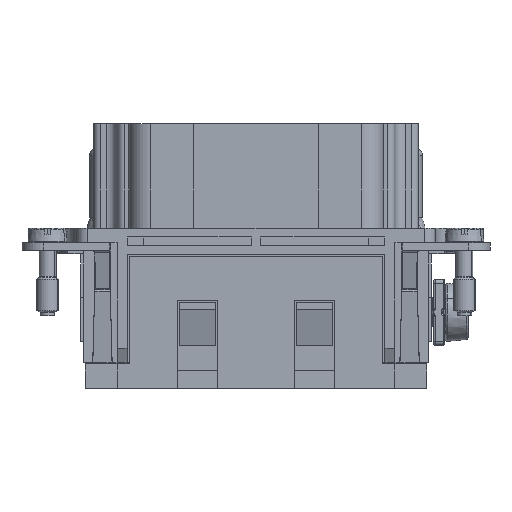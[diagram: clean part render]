
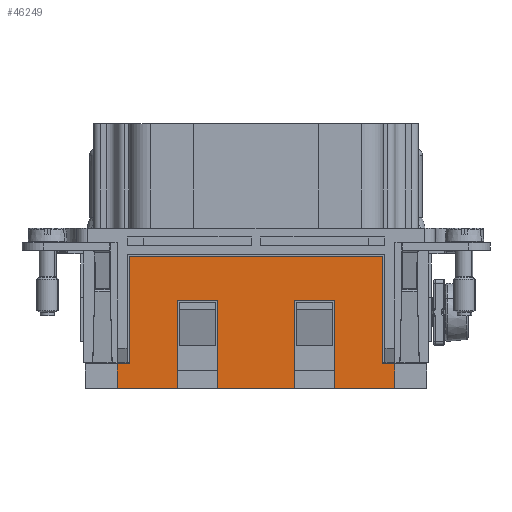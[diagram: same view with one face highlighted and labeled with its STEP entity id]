
A CAD part, left-side view. The second image highlights one B-rep face of the part: STEP entity #46249.
In plain terms, the highlighted planar face has unit normal (-1, 0, 0).
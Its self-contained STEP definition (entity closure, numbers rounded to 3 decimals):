
#46229=AXIS2_PLACEMENT_3D('Plane Axis2P3D',#46226,#46227,#46228) ;
#37360=CARTESIAN_POINT('Vertex',(0.9,26.8,12.)) ;
#37374=CARTESIAN_POINT('Vertex',(0.9,21.2,12.)) ;
#37377=CARTESIAN_POINT('Line Origine',(0.9,24.,12.)) ;
#37395=CARTESIAN_POINT('Vertex',(0.9,42.8,12.)) ;
#37409=CARTESIAN_POINT('Vertex',(0.9,37.2,12.)) ;
#37412=CARTESIAN_POINT('Line Origine',(0.9,40.,12.)) ;
#37429=CARTESIAN_POINT('Line Origine',(0.9,49.3,10.675)) ;
#37433=CARTESIAN_POINT('Vertex',(0.9,49.3,18.)) ;
#37435=CARTESIAN_POINT('Vertex',(0.9,49.3,3.35)) ;
#37475=CARTESIAN_POINT('Vertex',(0.9,14.7,18.)) ;
#37483=CARTESIAN_POINT('Line Origine',(0.9,32.,18.)) ;
#37507=CARTESIAN_POINT('Line Origine',(0.9,14.7,10.675)) ;
#37511=CARTESIAN_POINT('Vertex',(0.9,14.7,3.35)) ;
#41418=CARTESIAN_POINT('Vertex',(0.9,50.95,0.)) ;
#41421=CARTESIAN_POINT('Line Origine',(0.9,50.95,1.675)) ;
#41425=CARTESIAN_POINT('Vertex',(0.9,50.95,3.35)) ;
#41655=CARTESIAN_POINT('Vertex',(0.9,13.05,0.)) ;
#41671=CARTESIAN_POINT('Vertex',(0.9,13.05,3.35)) ;
#41674=CARTESIAN_POINT('Line Origine',(0.9,13.05,1.675)) ;
#45213=CARTESIAN_POINT('Line Origine',(0.9,50.125,3.35)) ;
#45251=CARTESIAN_POINT('Line Origine',(0.9,13.875,3.35)) ;
#45777=CARTESIAN_POINT('Line Origine',(0.9,17.125,0.)) ;
#45781=CARTESIAN_POINT('Vertex',(0.9,21.2,0.)) ;
#45802=CARTESIAN_POINT('Vertex',(0.9,26.8,0.)) ;
#45805=CARTESIAN_POINT('Line Origine',(0.9,32.,0.)) ;
#45809=CARTESIAN_POINT('Vertex',(0.9,37.2,0.)) ;
#45830=CARTESIAN_POINT('Vertex',(0.9,42.8,0.)) ;
#45833=CARTESIAN_POINT('Line Origine',(0.9,46.875,0.)) ;
#46155=CARTESIAN_POINT('Line Origine',(0.9,42.8,6.)) ;
#46174=CARTESIAN_POINT('Line Origine',(0.9,37.2,6.)) ;
#46193=CARTESIAN_POINT('Line Origine',(0.9,26.8,6.)) ;
#46212=CARTESIAN_POINT('Line Origine',(0.9,21.2,6.)) ;
#46226=CARTESIAN_POINT('Axis2P3D Location',(0.9,32.,0.)) ;
#37378=DIRECTION('Vector Direction',(0.,1.,0.)) ;
#37413=DIRECTION('Vector Direction',(0.,1.,0.)) ;
#37430=DIRECTION('Vector Direction',(0.,0.,1.)) ;
#37484=DIRECTION('Vector Direction',(0.,-1.,0.)) ;
#37508=DIRECTION('Vector Direction',(0.,0.,-1.)) ;
#41422=DIRECTION('Vector Direction',(0.,0.,-1.)) ;
#41675=DIRECTION('Vector Direction',(0.,0.,-1.)) ;
#45214=DIRECTION('Vector Direction',(0.,1.,0.)) ;
#45252=DIRECTION('Vector Direction',(0.,1.,0.)) ;
#45778=DIRECTION('Vector Direction',(0.,-1.,0.)) ;
#45806=DIRECTION('Vector Direction',(0.,1.,0.)) ;
#45834=DIRECTION('Vector Direction',(0.,-1.,0.)) ;
#46156=DIRECTION('Vector Direction',(0.,0.,-1.)) ;
#46175=DIRECTION('Vector Direction',(0.,0.,1.)) ;
#46194=DIRECTION('Vector Direction',(0.,0.,-1.)) ;
#46213=DIRECTION('Vector Direction',(0.,0.,1.)) ;
#46227=DIRECTION('Axis2P3D Direction',(-1.,0.,0.)) ;
#46228=DIRECTION('Axis2P3D XDirection',(0.,-1.,0.)) ;
#37379=VECTOR('Line Direction',#37378,1.) ;
#37414=VECTOR('Line Direction',#37413,1.) ;
#37431=VECTOR('Line Direction',#37430,1.) ;
#37485=VECTOR('Line Direction',#37484,1.) ;
#37509=VECTOR('Line Direction',#37508,1.) ;
#41423=VECTOR('Line Direction',#41422,1.) ;
#41676=VECTOR('Line Direction',#41675,1.) ;
#45215=VECTOR('Line Direction',#45214,1.) ;
#45253=VECTOR('Line Direction',#45252,1.) ;
#45779=VECTOR('Line Direction',#45778,1.) ;
#45807=VECTOR('Line Direction',#45806,1.) ;
#45835=VECTOR('Line Direction',#45834,1.) ;
#46157=VECTOR('Line Direction',#46156,1.) ;
#46176=VECTOR('Line Direction',#46175,1.) ;
#46195=VECTOR('Line Direction',#46194,1.) ;
#46214=VECTOR('Line Direction',#46213,1.) ;
#46232=ORIENTED_EDGE('',*,*,#37487,.T.) ;
#46233=ORIENTED_EDGE('',*,*,#37437,.T.) ;
#46234=ORIENTED_EDGE('',*,*,#45217,.F.) ;
#46235=ORIENTED_EDGE('',*,*,#41427,.T.) ;
#46236=ORIENTED_EDGE('',*,*,#45837,.T.) ;
#46237=ORIENTED_EDGE('',*,*,#46159,.T.) ;
#46238=ORIENTED_EDGE('',*,*,#37416,.T.) ;
#46239=ORIENTED_EDGE('',*,*,#46178,.T.) ;
#46240=ORIENTED_EDGE('',*,*,#45811,.T.) ;
#46241=ORIENTED_EDGE('',*,*,#46197,.T.) ;
#46242=ORIENTED_EDGE('',*,*,#37381,.T.) ;
#46243=ORIENTED_EDGE('',*,*,#46216,.T.) ;
#46244=ORIENTED_EDGE('',*,*,#45783,.T.) ;
#46245=ORIENTED_EDGE('',*,*,#41678,.F.) ;
#46246=ORIENTED_EDGE('',*,*,#45255,.F.) ;
#46247=ORIENTED_EDGE('',*,*,#37513,.T.) ;
#46249=ADVANCED_FACE('Hauptk\X2\00F6\X0\rper',(#46248),#46230,.T.) ;
#37381=EDGE_CURVE('',#37361,#37375,#37380,.F.) ;
#37416=EDGE_CURVE('',#37396,#37410,#37415,.F.) ;
#37437=EDGE_CURVE('',#37434,#37436,#37432,.F.) ;
#37487=EDGE_CURVE('',#37476,#37434,#37486,.F.) ;
#37513=EDGE_CURVE('',#37512,#37476,#37510,.F.) ;
#41427=EDGE_CURVE('',#41426,#41419,#41424,.T.) ;
#41678=EDGE_CURVE('',#41672,#41656,#41677,.T.) ;
#45217=EDGE_CURVE('',#41426,#37436,#45216,.F.) ;
#45255=EDGE_CURVE('',#37512,#41672,#45254,.F.) ;
#45783=EDGE_CURVE('',#45782,#41656,#45780,.T.) ;
#45811=EDGE_CURVE('',#45810,#45803,#45808,.F.) ;
#45837=EDGE_CURVE('',#41419,#45831,#45836,.T.) ;
#46159=EDGE_CURVE('',#45831,#37396,#46158,.F.) ;
#46178=EDGE_CURVE('',#37410,#45810,#46177,.F.) ;
#46197=EDGE_CURVE('',#45803,#37361,#46196,.F.) ;
#46216=EDGE_CURVE('',#37375,#45782,#46215,.F.) ;
#46231=EDGE_LOOP('',(#46232,#46233,#46234,#46235,#46236,#46237,#46238,#46239,#46240,#46241,#46242,#46243,#46244,#46245,#46246,#46247)) ;
#46248=FACE_OUTER_BOUND('',#46231,.T.) ;
#37380=LINE('Line',#37377,#37379) ;
#37415=LINE('Line',#37412,#37414) ;
#37432=LINE('Line',#37429,#37431) ;
#37486=LINE('Line',#37483,#37485) ;
#37510=LINE('Line',#37507,#37509) ;
#41424=LINE('Line',#41421,#41423) ;
#41677=LINE('Line',#41674,#41676) ;
#45216=LINE('Line',#45213,#45215) ;
#45254=LINE('Line',#45251,#45253) ;
#45780=LINE('Line',#45777,#45779) ;
#45808=LINE('Line',#45805,#45807) ;
#45836=LINE('Line',#45833,#45835) ;
#46158=LINE('Line',#46155,#46157) ;
#46177=LINE('Line',#46174,#46176) ;
#46196=LINE('Line',#46193,#46195) ;
#46215=LINE('Line',#46212,#46214) ;
#46230=PLANE('',#46229) ;
#37361=VERTEX_POINT('',#37360) ;
#37375=VERTEX_POINT('',#37374) ;
#37396=VERTEX_POINT('',#37395) ;
#37410=VERTEX_POINT('',#37409) ;
#37434=VERTEX_POINT('',#37433) ;
#37436=VERTEX_POINT('',#37435) ;
#37476=VERTEX_POINT('',#37475) ;
#37512=VERTEX_POINT('',#37511) ;
#41419=VERTEX_POINT('',#41418) ;
#41426=VERTEX_POINT('',#41425) ;
#41656=VERTEX_POINT('',#41655) ;
#41672=VERTEX_POINT('',#41671) ;
#45782=VERTEX_POINT('',#45781) ;
#45803=VERTEX_POINT('',#45802) ;
#45810=VERTEX_POINT('',#45809) ;
#45831=VERTEX_POINT('',#45830) ;
